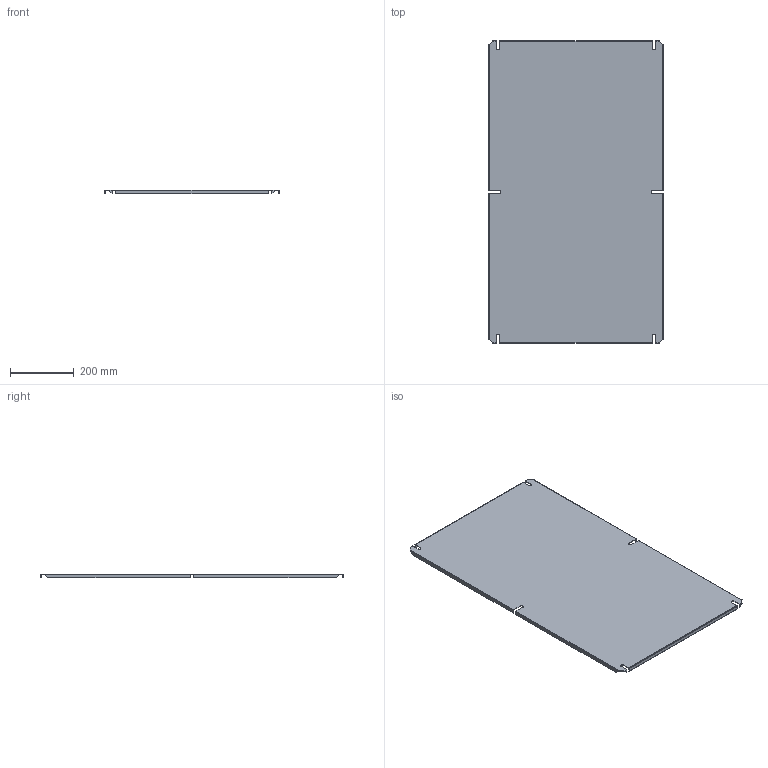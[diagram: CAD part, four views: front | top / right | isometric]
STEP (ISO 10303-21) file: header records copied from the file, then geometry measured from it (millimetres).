
FILE_DESCRIPTION (( 'STEP AP214' ), '1' );
FILE_NAME ('417.610.STEP', '2024-06-06T06:00:38', ( '' ), ( '' ), 'SwSTEP 2.0', 'SolidWorks 2021', '' );
FILE_SCHEMA (( 'AUTOMOTIVE_DESIGN' ));
Length unit declared in the file: millimetre
Products named in the file (1): 417.610
Bounding box: 548.73 x 952.73 x 12 mm (x, y, z)
Volume: 823470.8 mm3; surface area: 1103197.7 mm2
Topology: 1 solids, 1 shells, 105 faces, 237 edges, 134 vertices
Faces by surface type: plane 80, cylinder 17, bspline 8
Entity records: 3003 total; most frequent: CARTESIAN_POINT 685, ORIENTED_EDGE 474, DIRECTION 451, EDGE_CURVE 237, LINE 203, VECTOR 203, VERTEX_POINT 134, AXIS2_PLACEMENT_3D 124
